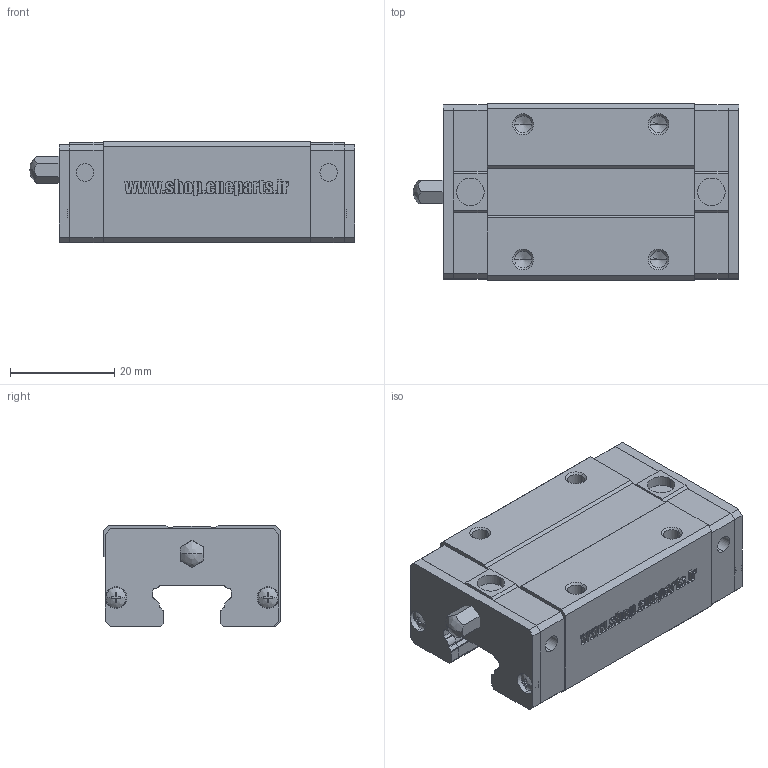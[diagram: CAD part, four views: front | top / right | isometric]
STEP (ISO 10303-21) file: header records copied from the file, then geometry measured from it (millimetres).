
FILE_DESCRIPTION (( 'STEP AP214' ), '1' );
FILE_NAME ('EGH15.STEP', '2025-10-21T06:45:02', ( '' ), ( '' ), 'SwSTEP 2.0', 'SolidWorks 2024', '' );
FILE_SCHEMA (( 'AUTOMOTIVE_DESIGN' ));
Length unit declared in the file: millimetre
Products named in the file (1): EGH15
Bounding box: 62.5 x 34 x 19.5 mm (x, y, z)
Volume: 30453.6 mm3; surface area: 13479.9 mm2
Topology: 10 solids, 10 shells, 636 faces, 1746 edges, 1143 vertices
Faces by surface type: plane 357, cylinder 132, bspline 115, cone 32
Entity records: 25918 total; most frequent: CARTESIAN_POINT 10403, ORIENTED_EDGE 3440, DIRECTION 2788, EDGE_CURVE 1720, VERTEX_POINT 1143, LINE 1100, VECTOR 1100, AXIS2_PLACEMENT_3D 844
